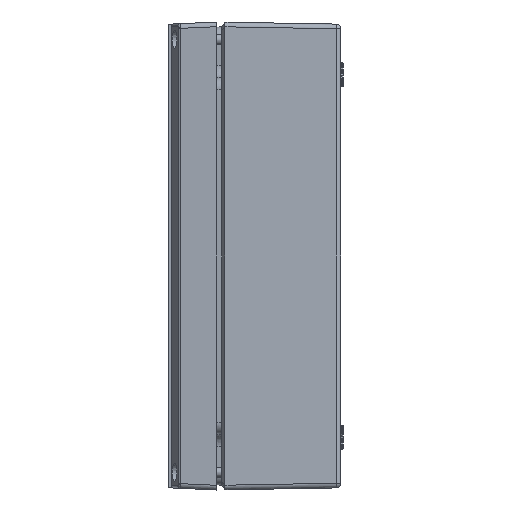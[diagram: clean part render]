
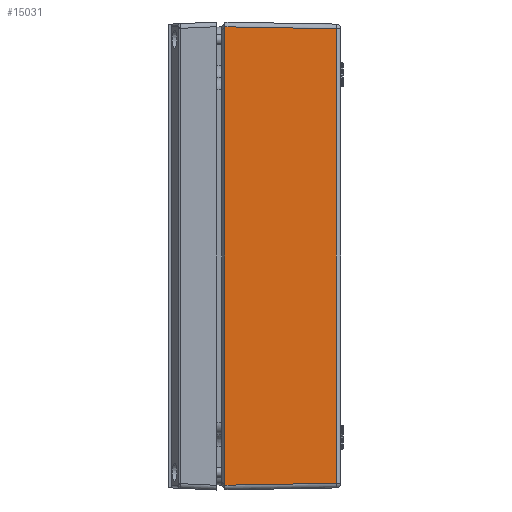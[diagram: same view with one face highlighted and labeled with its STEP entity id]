
A CAD part, left-side view. The second image highlights one B-rep face of the part: STEP entity #15031.
In plain terms, the highlighted face is planar.
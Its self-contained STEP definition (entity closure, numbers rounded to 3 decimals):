
#2514=FACE_OUTER_BOUND('',#3725,.T.);
#3725=EDGE_LOOP('',(#12728,#12729,#12730,#12731));
#4997=LINE('',#39304,#5817);
#4998=LINE('',#39306,#5818);
#4999=LINE('',#39308,#5819);
#5000=LINE('',#39309,#5820);
#5817=VECTOR('',#20087,1000.);
#5818=VECTOR('',#20088,1000.);
#5819=VECTOR('',#20089,1000.);
#5820=VECTOR('',#20090,1000.);
#7422=VERTEX_POINT('',#39302);
#7423=VERTEX_POINT('',#39303);
#7424=VERTEX_POINT('',#39305);
#7425=VERTEX_POINT('',#39307);
#9269=EDGE_CURVE('',#7422,#7423,#4997,.T.);
#9270=EDGE_CURVE('',#7423,#7424,#4998,.T.);
#9271=EDGE_CURVE('',#7424,#7425,#4999,.T.);
#9272=EDGE_CURVE('',#7425,#7422,#5000,.T.);
#12728=ORIENTED_EDGE('',*,*,#9269,.T.);
#12729=ORIENTED_EDGE('',*,*,#9270,.T.);
#12730=ORIENTED_EDGE('',*,*,#9271,.T.);
#12731=ORIENTED_EDGE('',*,*,#9272,.T.);
#14269=PLANE('',#16573);
#15031=ADVANCED_FACE('',(#2514),#14269,.T.);
#16573=AXIS2_PLACEMENT_3D('',#39301,#20085,#20086);
#20085=DIRECTION('center_axis',(1.,-0.017,0.));
#20086=DIRECTION('ref_axis',(0.017,1.,0.));
#20087=DIRECTION('',(0.,0.,1.));
#20088=DIRECTION('',(-0.017,-1.,-0.017));
#20089=DIRECTION('',(0.,0.,-1.));
#20090=DIRECTION('',(0.017,1.,-0.017));
#39301=CARTESIAN_POINT('Origin',(140.,0.,-100.));
#39302=CARTESIAN_POINT('',(139.939,-3.5,-97.939));
#39303=CARTESIAN_POINT('',(139.939,-3.5,97.939));
#39304=CARTESIAN_POINT('',(139.939,-3.5,99.965));
#39305=CARTESIAN_POINT('',(139.109,-51.035,97.109));
#39306=CARTESIAN_POINT('',(139.94,-3.454,97.94));
#39307=CARTESIAN_POINT('',(139.109,-51.035,-97.109));
#39308=CARTESIAN_POINT('',(139.109,-51.035,-99.075));
#39309=CARTESIAN_POINT('',(140.001,0.035,-98.001));
